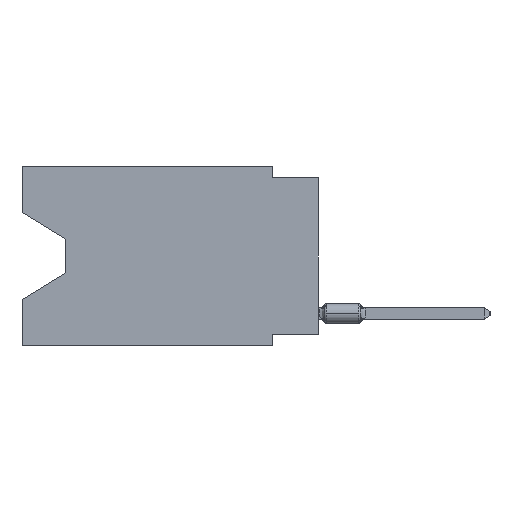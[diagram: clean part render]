
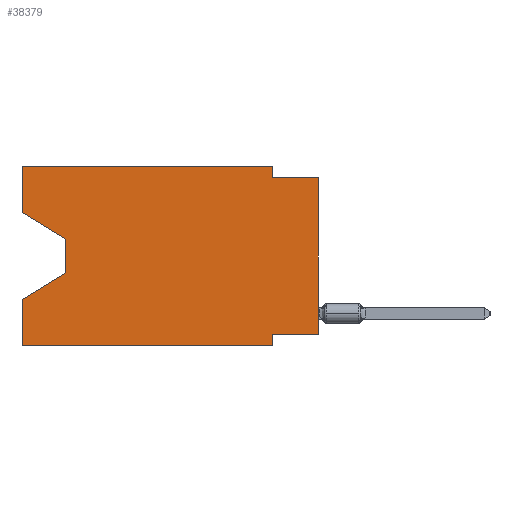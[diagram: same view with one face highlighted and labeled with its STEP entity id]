
A CAD part, left-side view. The second image highlights one B-rep face of the part: STEP entity #38379.
In plain terms, the highlighted planar face has unit normal (-1, 0, 0).
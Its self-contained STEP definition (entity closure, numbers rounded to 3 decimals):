
#12 = VERTEX_POINT ( 'NONE', #2242 ) ;
#328 = CARTESIAN_POINT ( 'NONE',  ( 0., 0., -9.271 ) ) ;
#579 = VECTOR ( 'NONE', #33179, 1000. ) ;
#1687 = DIRECTION ( 'NONE',  ( 0., -1., 0. ) ) ;
#1903 = CARTESIAN_POINT ( 'NONE',  ( 0., 16.383, -9.906 ) ) ;
#1949 = LINE ( 'NONE', #24053, #38238 ) ;
#2242 = CARTESIAN_POINT ( 'NONE',  ( 0., 16.383, 0. ) ) ;
#4047 = VECTOR ( 'NONE', #1687, 1000. ) ;
#4106 = EDGE_CURVE ( 'NONE', #4719, #31574, #23856, .T. ) ;
#4719 = VERTEX_POINT ( 'NONE', #40911 ) ;
#4840 = ORIENTED_EDGE ( 'NONE', *, *, #12586, .F. ) ;
#4927 = CARTESIAN_POINT ( 'NONE',  ( 0., 13.97, -5.893 ) ) ;
#5185 = CARTESIAN_POINT ( 'NONE',  ( 0., 0., -9.271 ) ) ;
#6711 = EDGE_CURVE ( 'NONE', #23524, #15965, #6804, .T. ) ;
#6804 = LINE ( 'NONE', #21297, #23496 ) ;
#7391 = VECTOR ( 'NONE', #12539, 1000. ) ;
#7500 = DIRECTION ( 'NONE',  ( 0., -1., 0. ) ) ;
#7878 = LINE ( 'NONE', #33782, #31212 ) ;
#8348 = CARTESIAN_POINT ( 'NONE',  ( 0., 16.383, -2.546 ) ) ;
#8677 = LINE ( 'NONE', #23162, #25652 ) ;
#9080 = CARTESIAN_POINT ( 'NONE',  ( 0., 2.54, -0.635 ) ) ;
#9273 = ORIENTED_EDGE ( 'NONE', *, *, #4106, .F. ) ;
#9284 = DIRECTION ( 'NONE',  ( 0., -1., 0. ) ) ;
#9347 = ORIENTED_EDGE ( 'NONE', *, *, #46836, .F. ) ;
#9439 = PLANE ( 'NONE',  #24849 ) ;
#11737 = VERTEX_POINT ( 'NONE', #25390 ) ;
#11765 = LINE ( 'NONE', #328, #579 ) ;
#12539 = DIRECTION ( 'NONE',  ( 0., 0.855, -0.519 ) ) ;
#12586 = EDGE_CURVE ( 'NONE', #23524, #12, #7878, .T. ) ;
#12689 = EDGE_CURVE ( 'NONE', #40570, #46887, #13330, .T. ) ;
#13211 = LINE ( 'NONE', #31269, #38959 ) ;
#13330 = LINE ( 'NONE', #1903, #31955 ) ;
#13909 = VERTEX_POINT ( 'NONE', #31633 ) ;
#14026 = ORIENTED_EDGE ( 'NONE', *, *, #38254, .T. ) ;
#14203 = VERTEX_POINT ( 'NONE', #5185 ) ;
#14222 = EDGE_LOOP ( 'NONE', ( #30171, #46269, #14026, #9347, #40299, #44274, #28025, #39067, #36993, #9273, #43335, #4840 ) ) ;
#14736 = EDGE_CURVE ( 'NONE', #14203, #16572, #13211, .T. ) ;
#14995 = EDGE_CURVE ( 'NONE', #13909, #46887, #1949, .T. ) ;
#15251 = EDGE_CURVE ( 'NONE', #31574, #16572, #37138, .T. ) ;
#15965 = VERTEX_POINT ( 'NONE', #22209 ) ;
#16572 = VERTEX_POINT ( 'NONE', #35918 ) ;
#17215 = CARTESIAN_POINT ( 'NONE',  ( 0., 2.54, 0. ) ) ;
#17282 = FACE_OUTER_BOUND ( 'NONE', #14222, .T. ) ;
#17512 = DIRECTION ( 'NONE',  ( 0., 0., -1. ) ) ;
#17544 = VERTEX_POINT ( 'NONE', #25734 ) ;
#17904 = DIRECTION ( 'NONE',  ( 0., 0., -1. ) ) ;
#18031 = CARTESIAN_POINT ( 'NONE',  ( 0., 16.383, -9.906 ) ) ;
#19483 = EDGE_CURVE ( 'NONE', #15965, #17544, #39882, .T. ) ;
#19868 = VECTOR ( 'NONE', #40585, 1000. ) ;
#20022 = DIRECTION ( 'NONE',  ( 0., 0., -1. ) ) ;
#20132 = DIRECTION ( 'NONE',  ( 1., 0., 0. ) ) ;
#20330 = DIRECTION ( 'NONE',  ( 0., 0., 1. ) ) ;
#21297 = CARTESIAN_POINT ( 'NONE',  ( 0., 16.383, -2.546 ) ) ;
#22209 = CARTESIAN_POINT ( 'NONE',  ( 0., 13.97, -4.013 ) ) ;
#23162 = CARTESIAN_POINT ( 'NONE',  ( 0., 16.383, 0. ) ) ;
#23496 = VECTOR ( 'NONE', #28442, 1000. ) ;
#23524 = VERTEX_POINT ( 'NONE', #8348 ) ;
#23856 = LINE ( 'NONE', #17215, #36885 ) ;
#24053 = CARTESIAN_POINT ( 'NONE',  ( 0., 2.54, -9.906 ) ) ;
#24849 = AXIS2_PLACEMENT_3D ( 'NONE', #38919, #20132, #17512 ) ;
#25390 = CARTESIAN_POINT ( 'NONE',  ( 0., 16.383, -7.36 ) ) ;
#25652 = VECTOR ( 'NONE', #46477, 1000. ) ;
#25734 = CARTESIAN_POINT ( 'NONE',  ( 0., 13.97, -5.893 ) ) ;
#26643 = DIRECTION ( 'NONE',  ( 0., 0., 1. ) ) ;
#28025 = ORIENTED_EDGE ( 'NONE', *, *, #46629, .F. ) ;
#28442 = DIRECTION ( 'NONE',  ( 0., -0.855, -0.519 ) ) ;
#30171 = ORIENTED_EDGE ( 'NONE', *, *, #6711, .T. ) ;
#31212 = VECTOR ( 'NONE', #26643, 1000. ) ;
#31269 = CARTESIAN_POINT ( 'NONE',  ( 0., 0., 0. ) ) ;
#31574 = VERTEX_POINT ( 'NONE', #9080 ) ;
#31633 = CARTESIAN_POINT ( 'NONE',  ( 0., 2.54, -9.271 ) ) ;
#31955 = VECTOR ( 'NONE', #9284, 1000. ) ;
#33179 = DIRECTION ( 'NONE',  ( 0., 1., 0. ) ) ;
#33640 = CARTESIAN_POINT ( 'NONE',  ( 0., 16.383, 0. ) ) ;
#33782 = CARTESIAN_POINT ( 'NONE',  ( 0., 16.383, 0. ) ) ;
#35918 = CARTESIAN_POINT ( 'NONE',  ( 0., 0., -0.635 ) ) ;
#36885 = VECTOR ( 'NONE', #17904, 1000. ) ;
#36993 = ORIENTED_EDGE ( 'NONE', *, *, #15251, .F. ) ;
#37138 = LINE ( 'NONE', #40960, #4047 ) ;
#37507 = LINE ( 'NONE', #4927, #7391 ) ;
#38238 = VECTOR ( 'NONE', #20022, 1000. ) ;
#38254 = EDGE_CURVE ( 'NONE', #17544, #11737, #37507, .T. ) ;
#38379 = ADVANCED_FACE ( 'NONE', ( #17282 ), #9439, .F. ) ;
#38919 = CARTESIAN_POINT ( 'NONE',  ( 0., 16.383, 0. ) ) ;
#38959 = VECTOR ( 'NONE', #20330, 1000. ) ;
#39067 = ORIENTED_EDGE ( 'NONE', *, *, #14736, .T. ) ;
#39882 = LINE ( 'NONE', #43227, #19868 ) ;
#40299 = ORIENTED_EDGE ( 'NONE', *, *, #12689, .T. ) ;
#40570 = VERTEX_POINT ( 'NONE', #18031 ) ;
#40585 = DIRECTION ( 'NONE',  ( 0., 0., -1. ) ) ;
#40911 = CARTESIAN_POINT ( 'NONE',  ( 0., 2.54, 0. ) ) ;
#40960 = CARTESIAN_POINT ( 'NONE',  ( 0., 0., -0.635 ) ) ;
#41031 = LINE ( 'NONE', #33640, #45401 ) ;
#43134 = CARTESIAN_POINT ( 'NONE',  ( 0., 2.54, -9.906 ) ) ;
#43227 = CARTESIAN_POINT ( 'NONE',  ( 0., 13.97, -4.013 ) ) ;
#43335 = ORIENTED_EDGE ( 'NONE', *, *, #46632, .F. ) ;
#44274 = ORIENTED_EDGE ( 'NONE', *, *, #14995, .F. ) ;
#45401 = VECTOR ( 'NONE', #7500, 1000. ) ;
#46269 = ORIENTED_EDGE ( 'NONE', *, *, #19483, .T. ) ;
#46477 = DIRECTION ( 'NONE',  ( 0., 0., 1. ) ) ;
#46629 = EDGE_CURVE ( 'NONE', #14203, #13909, #11765, .T. ) ;
#46632 = EDGE_CURVE ( 'NONE', #12, #4719, #41031, .T. ) ;
#46836 = EDGE_CURVE ( 'NONE', #40570, #11737, #8677, .T. ) ;
#46887 = VERTEX_POINT ( 'NONE', #43134 ) ;
